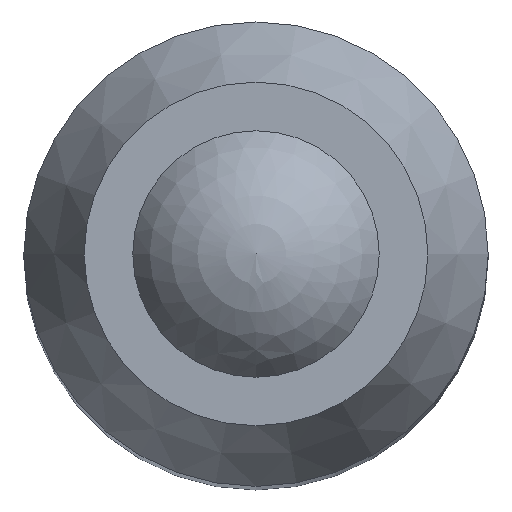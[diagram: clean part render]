
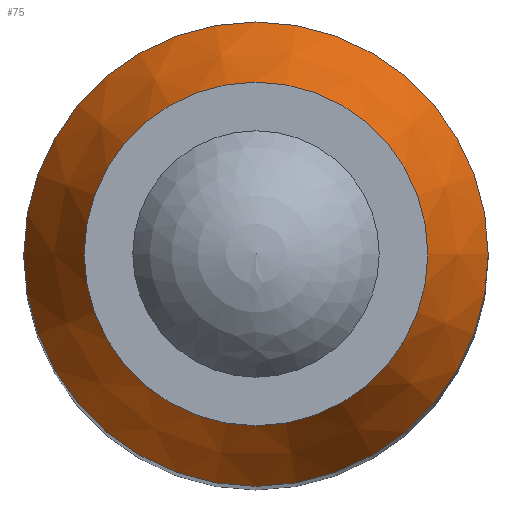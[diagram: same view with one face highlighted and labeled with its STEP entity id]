
A CAD part, top view. The second image highlights one B-rep face of the part: STEP entity #75.
In plain terms, the highlighted conical face has half-angle 25.71 degrees and reference radius 2.5 mm.
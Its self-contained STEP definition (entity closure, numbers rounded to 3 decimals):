
#75 = ADVANCED_FACE( '', ( #152, #153 ), #154, .T. );
#152 = FACE_BOUND( '', #223, .T. );
#153 = FACE_OUTER_BOUND( '', #224, .T. );
#154 = CONICAL_SURFACE( '', #225, 2.5, 0.449 );
#223 = EDGE_LOOP( '', ( #358 ) );
#224 = EDGE_LOOP( '', ( #359 ) );
#225 = AXIS2_PLACEMENT_3D( '', #360, #361, #362 );
#358 = ORIENTED_EDGE( '', *, *, #426, .T. );
#359 = ORIENTED_EDGE( '', *, *, #431, .F. );
#360 = CARTESIAN_POINT( '', ( 0., 0., 22.85 ) );
#361 = DIRECTION( '', ( 0., 0., -1. ) );
#362 = DIRECTION( '', ( -1., 0., 0. ) );
#426 = EDGE_CURVE( '', #502, #502, #503, .T. );
#431 = EDGE_CURVE( '', #507, #507, #508, .T. );
#502 = VERTEX_POINT( '', #602 );
#503 = CIRCLE( '', #603, 1.85 );
#507 = VERTEX_POINT( '', #607 );
#508 = CIRCLE( '', #608, 2.5 );
#602 = CARTESIAN_POINT( '', ( -1.85, 0., 24.2 ) );
#603 = AXIS2_PLACEMENT_3D( '', #662, #663, #664 );
#607 = CARTESIAN_POINT( '', ( -2.5, 0., 22.85 ) );
#608 = AXIS2_PLACEMENT_3D( '', #668, #669, #670 );
#662 = CARTESIAN_POINT( '', ( 0., 0., 24.2 ) );
#663 = DIRECTION( '', ( 0., 0., -1. ) );
#664 = DIRECTION( '', ( -1., 0., 0. ) );
#668 = CARTESIAN_POINT( '', ( 0., 0., 22.85 ) );
#669 = DIRECTION( '', ( 0., 0., -1. ) );
#670 = DIRECTION( '', ( -1., 0., 0. ) );
